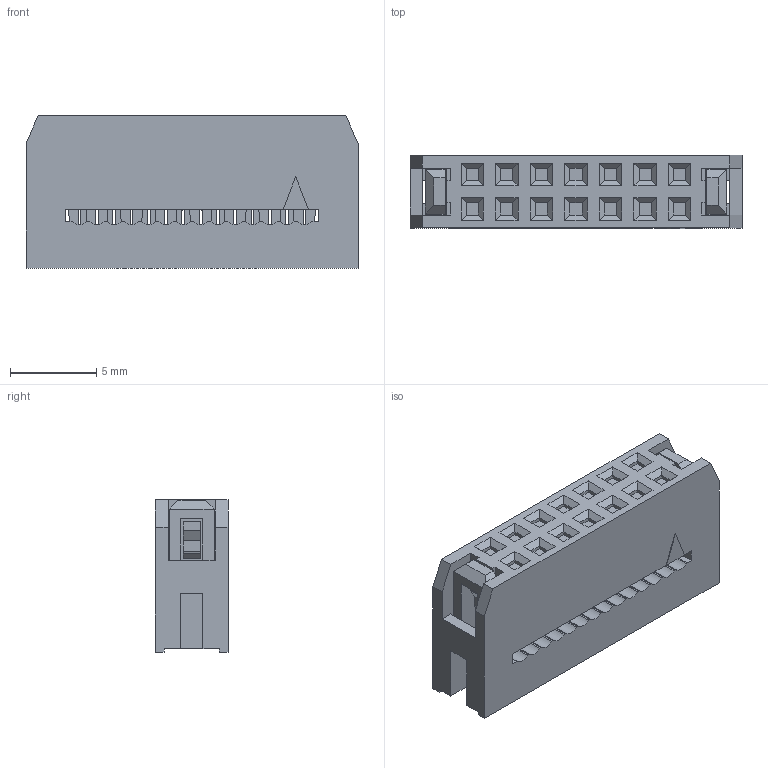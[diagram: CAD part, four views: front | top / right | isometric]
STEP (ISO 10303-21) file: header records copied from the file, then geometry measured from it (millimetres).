
FILE_DESCRIPTION( ('This file contains a STEP AP42 implementation' ,'as created by ZW3D STEP Interface translator.') ,'2;1' );
FILE_NAME( '5221-XXUPXXBN01.stp' ,'24 1 2.11 257', (''), ('ZWCAD Software Co.'), 'Version 1.0', 'ZW3D to STEP translator', '' );
FILE_SCHEMA(('AUTOMOTIVE_DESIGN { 1 0 10303 214 1 1 1 1 }'));
Length unit declared in the file: millimetre
Products named in the file (2): 0; 5221-14UPS0BN01
Bounding box: 19.2 x 4.23 x 8.82 mm (x, y, z)
Volume: 490.4 mm3; surface area: 1569.5 mm2
Topology: 1 solids, 1 shells, 1779 faces, 5300 edges, 3428 vertices
Faces by surface type: plane 1217, cylinder 340, bspline 222
Entity records: 63069 total; most frequent: CARTESIAN_POINT 13572, ORIENTED_EDGE 10718, DIRECTION 9210, EDGE_CURVE 5300, VECTOR 3936, LINE 3936, VERTEX_POINT 3428, AXIS2_PLACEMENT_3D 2637
